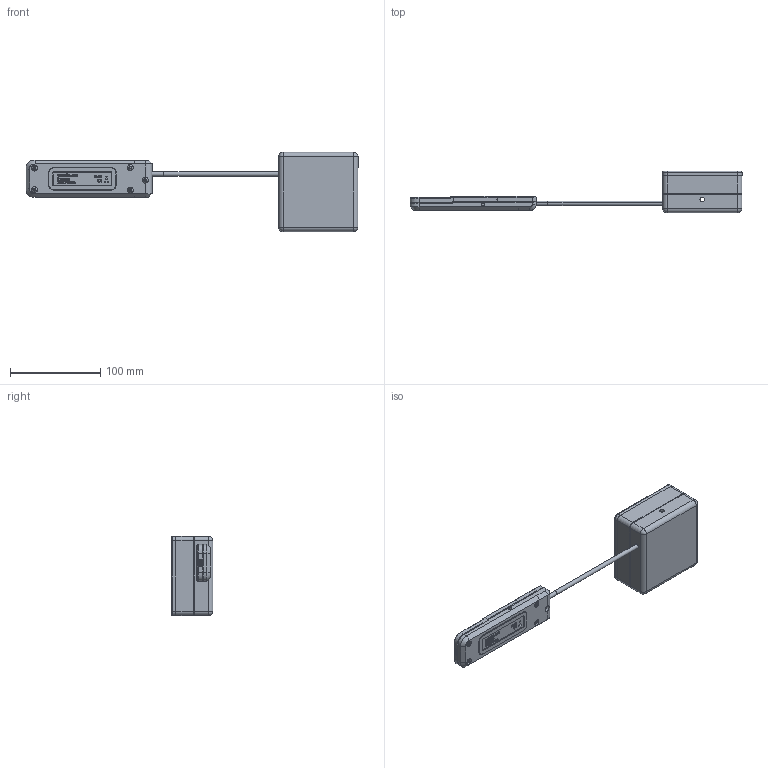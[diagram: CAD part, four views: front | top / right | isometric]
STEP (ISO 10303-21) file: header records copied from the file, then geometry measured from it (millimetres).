
FILE_DESCRIPTION (( 'STEP AP214' ), '1' );
FILE_NAME ('SK-9761 PRONTO-10K.STEP', '2017-11-13T18:21:30', ( '' ), ( '' ), 'SwSTEP 2.0', 'SolidWorks 2016', '' );
FILE_SCHEMA (( 'AUTOMOTIVE_DESIGN' ));
Length unit declared in the file: millimetre
Products named in the file (1): SK-9761 PRONTO-10K
Bounding box: 368.64 x 46.26 x 88 mm (x, y, z)
Surface area: 80290.8 mm2 (no closed solid volume)
Topology: 0 solids, 26 shells, 3549 faces, 12260 edges, 8788 vertices
Faces by surface type: plane 2935, cylinder 390, cone 154, bspline 37, torus 28, sphere 5
Entity records: 183518 total; most frequent: CARTESIAN_POINT 39829, ORIENTED_EDGE 22220, DIRECTION 19580, EDGE_CURVE 12237, LINE 10896, VECTOR 10896, VERTEX_POINT 8786, AXIS2_PLACEMENT_3D 4342
